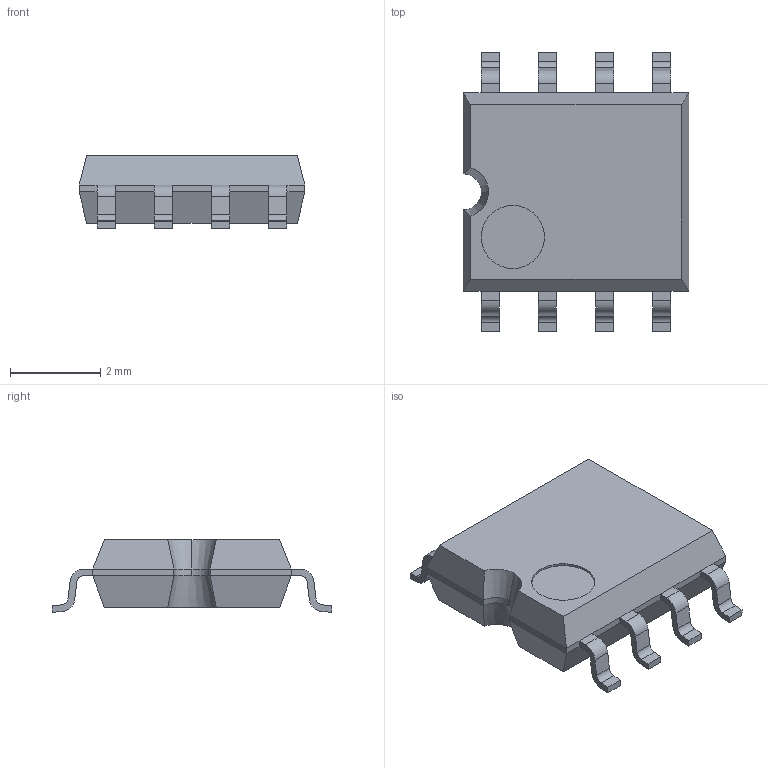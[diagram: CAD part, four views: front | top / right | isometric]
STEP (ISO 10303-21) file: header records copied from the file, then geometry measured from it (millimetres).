
FILE_DESCRIPTION (( 'STEP AP214' ), '1' );
FILE_NAME ('SOP8.STEP', '2020-01-30T05:29:51', ( '' ), ( '' ), 'SwSTEP 2.0', 'SolidWorks 2013', '' );
FILE_SCHEMA (( 'AUTOMOTIVE_DESIGN' ));
Length unit declared in the file: millimetre
Products named in the file (1): SOP8
Bounding box: 5 x 6.2 x 1.61 mm (x, y, z)
Volume: 30.3 mm3; surface area: 78.3 mm2
Topology: 1 solids, 1 shells, 140 faces, 363 edges, 227 vertices
Faces by surface type: plane 99, cylinder 38, cone 3
Entity records: 5390 total; most frequent: CARTESIAN_POINT 743, ORIENTED_EDGE 726, DIRECTION 720, EDGE_CURVE 363, VECTOR 280, LINE 280, VERTEX_POINT 227, AXIS2_PLACEMENT_3D 220
